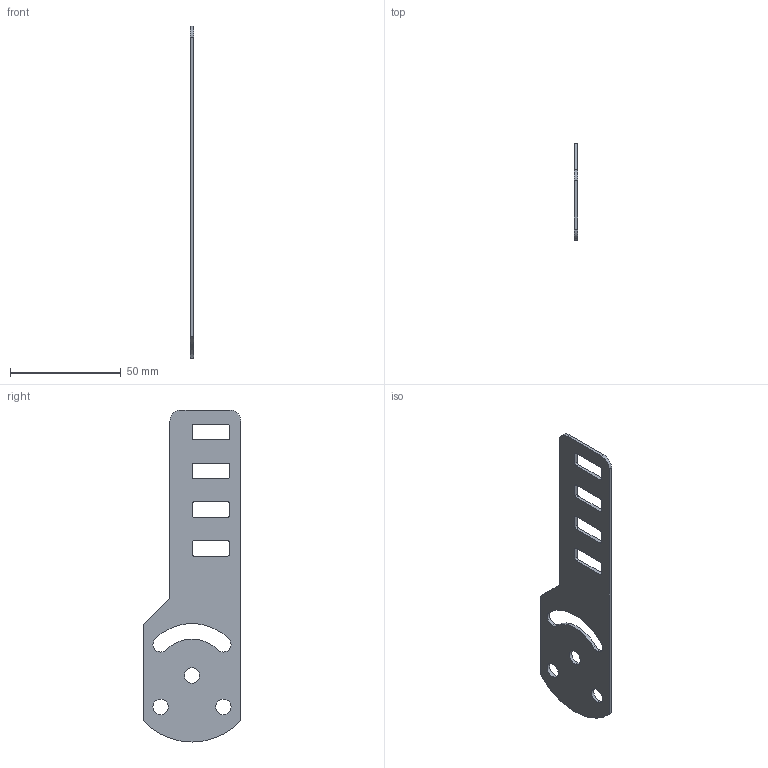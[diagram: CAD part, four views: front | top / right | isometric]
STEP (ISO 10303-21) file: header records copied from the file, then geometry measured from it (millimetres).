
FILE_DESCRIPTION (( 'STEP AP203' ), '1' );
FILE_NAME ('CLM51D-PSH-050 Ïëàñòèíà øàðíèðíàÿ h=50ìì IEK.STEP', '2023-05-31T11:02:47', ( '' ), ( '' ), 'SwSTEP 2.0', 'SolidWorks 2022', '' );
FILE_SCHEMA (( 'CONFIG_CONTROL_DESIGN' ));
Length unit declared in the file: millimetre
Products named in the file (1): CLM51D-PSH-050 Пластина шарнирная h=50мм IEK
Bounding box: 1.5 x 44 x 150 mm (x, y, z)
Volume: 6780.7 mm3; surface area: 10089.1 mm2
Topology: 1 solids, 1 shells, 55 faces, 159 edges, 106 vertices
Faces by surface type: cylinder 32, plane 23
Entity records: 1946 total; most frequent: DIRECTION 335, CARTESIAN_POINT 321, ORIENTED_EDGE 318, EDGE_CURVE 159, AXIS2_PLACEMENT_3D 120, VERTEX_POINT 106, VECTOR 95, LINE 95
